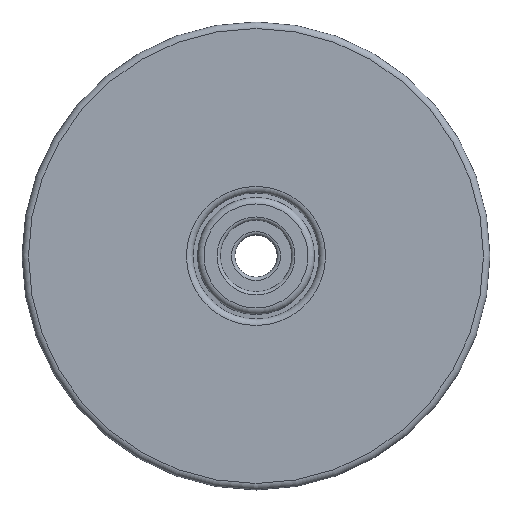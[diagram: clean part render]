
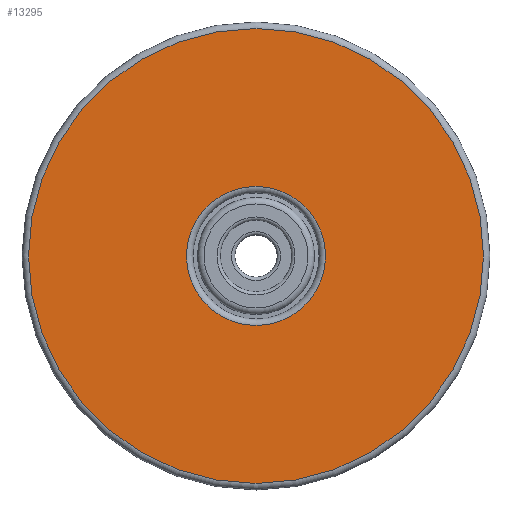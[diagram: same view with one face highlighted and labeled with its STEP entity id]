
A CAD part, top view. The second image highlights one B-rep face of the part: STEP entity #13295.
In plain terms, the highlighted planar face has unit normal (0, 0, 1).
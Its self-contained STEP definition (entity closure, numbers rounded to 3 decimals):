
#2683=FACE_BOUND('',#4276,.T.);
#2909=PLANE('',#14901);
#3587=FACE_OUTER_BOUND('',#4275,.T.);
#4275=EDGE_LOOP('',(#12586));
#4276=EDGE_LOOP('',(#12587));
#5187=CIRCLE('',#14898,10.7);
#5190=CIRCLE('',#14902,35.);
#6536=VERTEX_POINT('',#23246);
#6538=VERTEX_POINT('',#23252);
#8552=EDGE_CURVE('',#6536,#6536,#5187,.T.);
#8555=EDGE_CURVE('',#6538,#6538,#5190,.T.);
#12586=ORIENTED_EDGE('',*,*,#8555,.F.);
#12587=ORIENTED_EDGE('',*,*,#8552,.F.);
#13295=ADVANCED_FACE('',(#3587,#2683),#2909,.T.);
#14898=AXIS2_PLACEMENT_3D('',#23247,#19185,#19186);
#14901=AXIS2_PLACEMENT_3D('',#23251,#19191,#19192);
#14902=AXIS2_PLACEMENT_3D('',#23253,#19193,#19194);
#19185=DIRECTION('center_axis',(0.,0.,1.));
#19186=DIRECTION('ref_axis',(1.,0.,0.));
#19191=DIRECTION('center_axis',(0.,0.,1.));
#19192=DIRECTION('ref_axis',(1.,0.,0.));
#19193=DIRECTION('center_axis',(0.,0.,-1.));
#19194=DIRECTION('ref_axis',(1.,0.,0.));
#23246=CARTESIAN_POINT('',(10.7,0.,10.));
#23247=CARTESIAN_POINT('Origin',(0.,0.,10.));
#23251=CARTESIAN_POINT('Origin',(-36.,0.,10.));
#23252=CARTESIAN_POINT('',(35.,0.,10.));
#23253=CARTESIAN_POINT('Origin',(0.,0.,10.));
